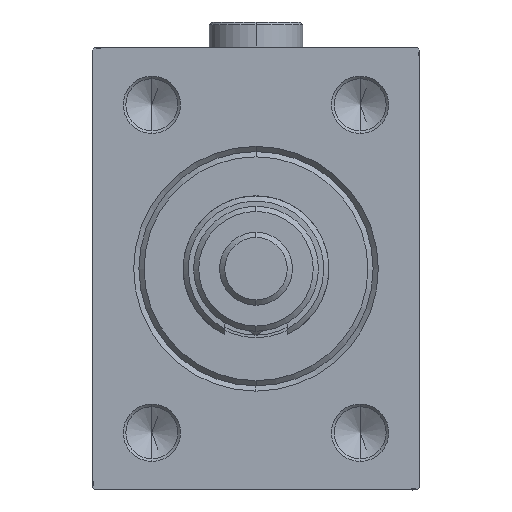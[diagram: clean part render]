
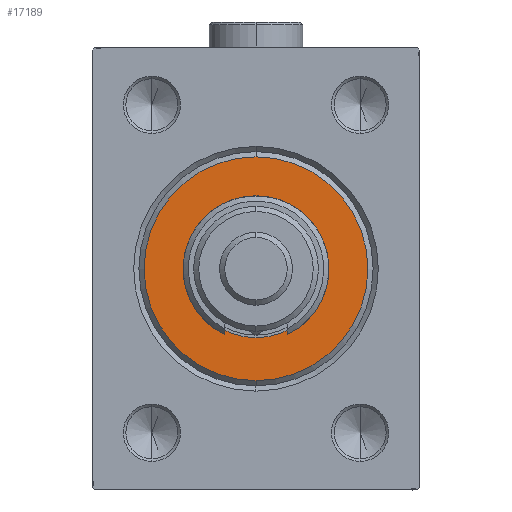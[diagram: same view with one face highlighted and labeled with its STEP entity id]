
A CAD part, left-side view. The second image highlights one B-rep face of the part: STEP entity #17189.
In plain terms, the highlighted face is planar.
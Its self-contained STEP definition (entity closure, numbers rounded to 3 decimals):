
#103 = VERTEX_POINT ( 'NONE', #33325 ) ;
#1098 = CIRCLE ( 'NONE', #26102, 21.5 ) ;
#2242 = EDGE_LOOP ( 'NONE', ( #2625, #20493 ) ) ;
#2625 = ORIENTED_EDGE ( 'NONE', *, *, #5486, .T. ) ;
#4167 = FACE_BOUND ( 'NONE', #11808, .T. ) ;
#4319 = CARTESIAN_POINT ( 'NONE',  ( 3., 0., 0. ) ) ;
#4320 = AXIS2_PLACEMENT_3D ( 'NONE', #22496, #30088, #29127 ) ;
#5486 = EDGE_CURVE ( 'NONE', #37000, #40948, #1098, .T. ) ;
#9019 = CARTESIAN_POINT ( 'NONE',  ( 3., 0., 0. ) ) ;
#9183 = CARTESIAN_POINT ( 'NONE',  ( 3., 0., 13.25 ) ) ;
#9632 = CIRCLE ( 'NONE', #37795, 13.25 ) ;
#11052 = CIRCLE ( 'NONE', #17305, 21.5 ) ;
#11808 = EDGE_LOOP ( 'NONE', ( #18712, #21598 ) ) ;
#14320 = DIRECTION ( 'NONE',  ( 1., 0., 0. ) ) ;
#14672 = FACE_OUTER_BOUND ( 'NONE', #2242, .T. ) ;
#16835 = DIRECTION ( 'NONE',  ( 0., 0., -1. ) ) ;
#17189 = ADVANCED_FACE ( 'NONE', ( #14672, #4167 ), #30577, .T. ) ;
#17305 = AXIS2_PLACEMENT_3D ( 'NONE', #9019, #20019, #16835 ) ;
#18712 = ORIENTED_EDGE ( 'NONE', *, *, #47170, .F. ) ;
#20019 = DIRECTION ( 'NONE',  ( 1., 0., 0. ) ) ;
#20493 = ORIENTED_EDGE ( 'NONE', *, *, #34985, .T. ) ;
#21598 = ORIENTED_EDGE ( 'NONE', *, *, #27468, .F. ) ;
#22496 = CARTESIAN_POINT ( 'NONE',  ( 3., 0., 0. ) ) ;
#22747 = DIRECTION ( 'NONE',  ( 1., 0., 0. ) ) ;
#23227 = CARTESIAN_POINT ( 'NONE',  ( 3., 0., 0. ) ) ;
#24606 = CIRCLE ( 'NONE', #4320, 13.25 ) ;
#25343 = DIRECTION ( 'NONE',  ( 0., 0., -1. ) ) ;
#26102 = AXIS2_PLACEMENT_3D ( 'NONE', #48093, #14320, #25343 ) ;
#27468 = EDGE_CURVE ( 'NONE', #46223, #103, #9632, .T. ) ;
#29127 = DIRECTION ( 'NONE',  ( 0., 0., -1. ) ) ;
#30088 = DIRECTION ( 'NONE',  ( 1., 0., 0. ) ) ;
#30577 = PLANE ( 'NONE',  #35258 ) ;
#33325 = CARTESIAN_POINT ( 'NONE',  ( 3., 0., -13.25 ) ) ;
#34985 = EDGE_CURVE ( 'NONE', #40948, #37000, #11052, .T. ) ;
#35258 = AXIS2_PLACEMENT_3D ( 'NONE', #23227, #22747, #48211 ) ;
#37000 = VERTEX_POINT ( 'NONE', #48205 ) ;
#37795 = AXIS2_PLACEMENT_3D ( 'NONE', #4319, #41512, #37849 ) ;
#37849 = DIRECTION ( 'NONE',  ( 0., 0., -1. ) ) ;
#40948 = VERTEX_POINT ( 'NONE', #43084 ) ;
#41512 = DIRECTION ( 'NONE',  ( 1., 0., 0. ) ) ;
#43084 = CARTESIAN_POINT ( 'NONE',  ( 3., 0., -21.5 ) ) ;
#46223 = VERTEX_POINT ( 'NONE', #9183 ) ;
#47170 = EDGE_CURVE ( 'NONE', #103, #46223, #24606, .T. ) ;
#48093 = CARTESIAN_POINT ( 'NONE',  ( 3., 0., 0. ) ) ;
#48205 = CARTESIAN_POINT ( 'NONE',  ( 3., 0., 21.5 ) ) ;
#48211 = DIRECTION ( 'NONE',  ( 0., 0., -1. ) ) ;
